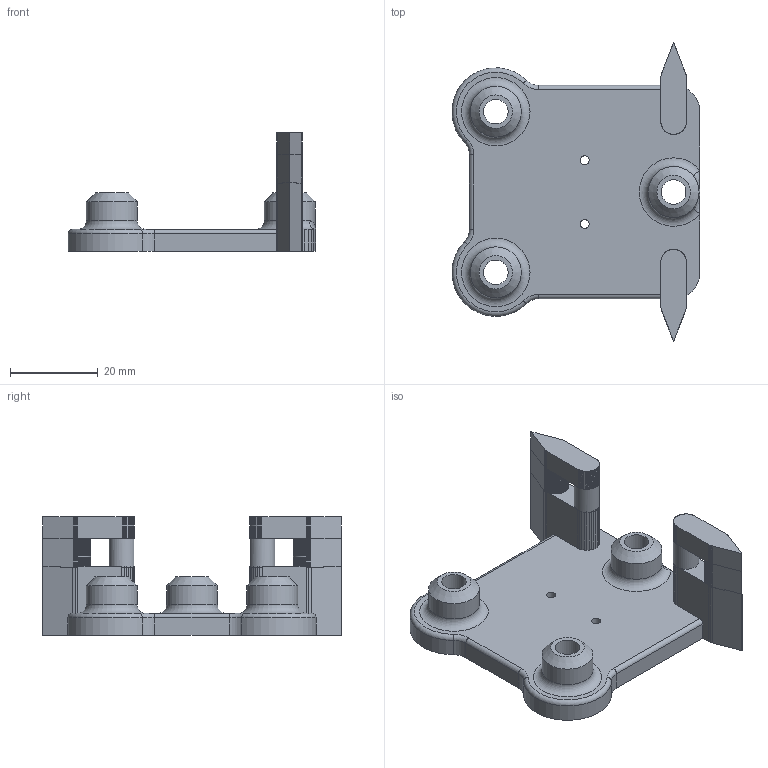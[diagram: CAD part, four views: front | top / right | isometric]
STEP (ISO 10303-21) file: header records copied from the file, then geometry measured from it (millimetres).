
FILE_DESCRIPTION(('FreeCAD Model'),'2;1');
FILE_NAME('Open CASCADE Shape Model','2022-03-31T11:14:15',('Author'),( ''),'Open CASCADE STEP processor 7.5','FreeCAD','Unknown');
FILE_SCHEMA(('AUTOMOTIVE_DESIGN { 1 0 10303 214 1 1 1 1 }'));
Length unit declared in the file: millimetre
Products named in the file (1): Fillet007
Bounding box: 56.47 x 68.01 x 27.05 mm (x, y, z)
Volume: 18672.3 mm3; surface area: 10276.2 mm2
Topology: 1 solids, 1 shells, 633 faces, 1750 edges, 1120 vertices
Faces by surface type: plane 600, cylinder 19, torus 9, cone 3, bspline 2
Full cylindrical faces by diameter (mm): 2 x2, 5.6 x3, 5.8 x2, 11.6 x3
Entity records: 42557 total; most frequent: CARTESIAN_POINT 8118, DIRECTION 6179, LINE 4437, VECTOR 4437, ORIENTED_EDGE 3508, PCURVE 3508, DEFINITIONAL_REPRESENTATION 3508, EDGE_CURVE 1754
